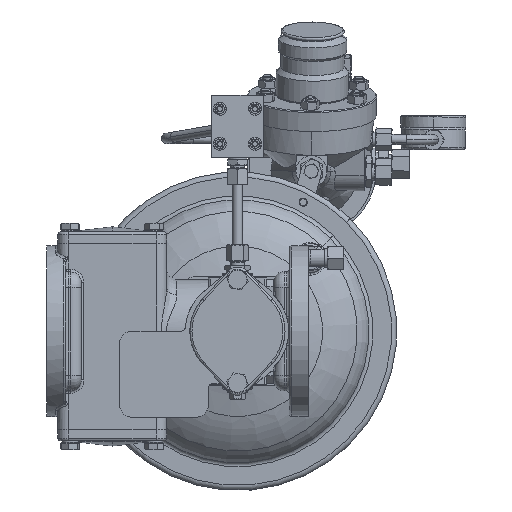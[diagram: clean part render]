
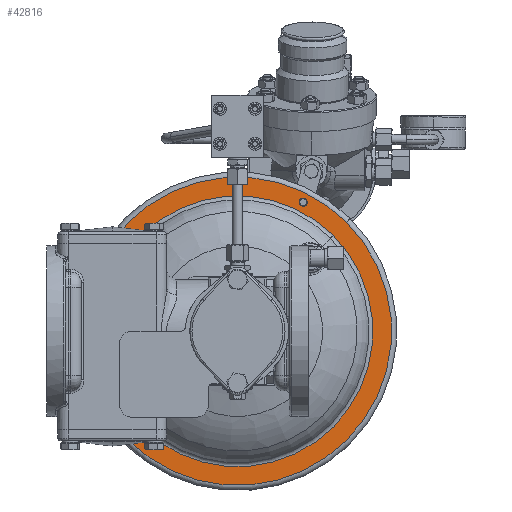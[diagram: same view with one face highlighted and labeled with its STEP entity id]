
A CAD part, front view. The second image highlights one B-rep face of the part: STEP entity #42816.
In plain terms, the highlighted planar face has unit normal (0, -1, 0).
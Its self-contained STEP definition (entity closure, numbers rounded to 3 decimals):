
#901 = CARTESIAN_POINT ( 'NONE',  ( 226.359, 156.3, 105.359 ) ) ;
#1306 = EDGE_CURVE ( 'Defeature ausgef�hrt1_2144+Defeature ausgef�hrt1_2143+Defeature ausgef�hrt1_2143+Defeature ausgef�hrt1_2143', #19947, #74257, #8597, .T. ) ;
#2567 = EDGE_CURVE ( 'Defeature ausgef�hrt1_2168+Defeature ausgef�hrt1_2144+Defeature ausgef�hrt1_2144+Defeature ausgef�hrt1_2144', #35417, #50917, #86227, .T. ) ;
#3143 = AXIS2_PLACEMENT_3D ( 'NONE', #12858, #68649, #5299 ) ;
#5299 = DIRECTION ( 'NONE',  ( -0.707, 0., -0.707 ) ) ;
#7594 = CARTESIAN_POINT ( 'NONE',  ( 121., 156.3, 0. ) ) ;
#8597 = CIRCLE ( 'NONE', #39372, 149. ) ;
#8636 = AXIS2_PLACEMENT_3D ( 'NONE', #40342, #69196, #18138 ) ;
#9208 = FACE_OUTER_BOUND ( 'NONE', #58194, .T. ) ;
#9637 = CIRCLE ( 'NONE', #21668, 130.904 ) ;
#12603 = DIRECTION ( 'NONE',  ( 0., 1., 0. ) ) ;
#12858 = CARTESIAN_POINT ( 'NONE',  ( 121., 156.3, 0. ) ) ;
#12931 = ORIENTED_EDGE ( 'NONE', *, *, #71169, .F. ) ;
#16138 = VERTEX_POINT ( 'NONE', #36415 ) ;
#16690 = AXIS2_PLACEMENT_3D ( 'NONE', #79601, #22394, #52204 ) ;
#18043 = CIRCLE ( 'NONE', #16690, 130.904 ) ;
#18138 = DIRECTION ( 'NONE',  ( -0.707, 0., -0.707 ) ) ;
#19642 = DIRECTION ( 'NONE',  ( -0.707, 0., -0.707 ) ) ;
#19947 = VERTEX_POINT ( 'NONE', #58048 ) ;
#21668 = AXIS2_PLACEMENT_3D ( 'NONE', #83926, #12603, #19642 ) ;
#22394 = DIRECTION ( 'NONE',  ( 0., 1., 0. ) ) ;
#28975 = CARTESIAN_POINT ( 'NONE',  ( 184.559, 156.3, 124.741 ) ) ;
#31788 = CIRCLE ( 'NONE', #3143, 149. ) ;
#33361 = VERTEX_POINT ( 'NONE', #85988 ) ;
#33439 = AXIS2_PLACEMENT_3D ( 'NONE', #28975, #86615, #79527 ) ;
#34537 = DIRECTION ( 'NONE',  ( 0., -1., 0. ) ) ;
#35417 = VERTEX_POINT ( 'NONE', #52763 ) ;
#35753 = EDGE_CURVE ( 'Defeature ausgef�hrt1_2144+Defeature ausgef�hrt1_2142+Defeature ausgef�hrt1_2142+Defeature ausgef�hrt1_2142', #33361, #16138, #18043, .T. ) ;
#36415 = CARTESIAN_POINT ( 'NONE',  ( 213.563, 156.3, 92.563 ) ) ;
#39372 = AXIS2_PLACEMENT_3D ( 'NONE', #7594, #34537, #64311 ) ;
#40342 = CARTESIAN_POINT ( 'NONE',  ( 229.894, 156.3, 108.894 ) ) ;
#40611 = ORIENTED_EDGE ( 'NONE', *, *, #78739, .T. ) ;
#41755 = CIRCLE ( 'NONE', #61398, 4. ) ;
#42816 = ADVANCED_FACE ( 'Defeature ausgef�hrt1_2144', ( #73905, #9208, #77662 ), #55008, .F. ) ;
#47479 = DIRECTION ( 'NONE',  ( -1., 0., 0. ) ) ;
#47508 = EDGE_CURVE ( 'Defeature ausgef�hrt1_2144+Defeature ausgef�hrt1_2143+Defeature ausgef�hrt1_2143+Defeature ausgef�hrt1_2143', #74257, #19947, #31788, .T. ) ;
#50612 = EDGE_LOOP ( 'NONE', ( #12931, #78395 ) ) ;
#50917 = VERTEX_POINT ( 'NONE', #78257 ) ;
#52204 = DIRECTION ( 'NONE',  ( -0.707, 0., -0.707 ) ) ;
#52763 = CARTESIAN_POINT ( 'NONE',  ( 188.425, 156.3, 123.716 ) ) ;
#55008 = PLANE ( 'NONE',  #8636 ) ;
#58048 = CARTESIAN_POINT ( 'NONE',  ( 15.641, 156.3, -105.359 ) ) ;
#58194 = EDGE_LOOP ( 'NONE', ( #60433, #86951 ) ) ;
#60433 = ORIENTED_EDGE ( 'NONE', *, *, #1306, .T. ) ;
#61212 = DIRECTION ( 'NONE',  ( 0., -1., 0. ) ) ;
#61398 = AXIS2_PLACEMENT_3D ( 'NONE', #89557, #61212, #47479 ) ;
#63332 = ORIENTED_EDGE ( 'NONE', *, *, #35753, .T. ) ;
#64311 = DIRECTION ( 'NONE',  ( -0.707, 0., -0.707 ) ) ;
#64593 = EDGE_LOOP ( 'NONE', ( #63332, #40611 ) ) ;
#68649 = DIRECTION ( 'NONE',  ( 0., -1., 0. ) ) ;
#69196 = DIRECTION ( 'NONE',  ( 0., 1., 0. ) ) ;
#71169 = EDGE_CURVE ( 'Defeature ausgef�hrt1_2168+Defeature ausgef�hrt1_2144+Defeature ausgef�hrt1_2144+Defeature ausgef�hrt1_2144', #50917, #35417, #41755, .T. ) ;
#73905 = FACE_BOUND ( 'NONE', #50612, .T. ) ;
#74257 = VERTEX_POINT ( 'NONE', #901 ) ;
#77662 = FACE_BOUND ( 'NONE', #64593, .T. ) ;
#78257 = CARTESIAN_POINT ( 'NONE',  ( 180.692, 156.3, 125.765 ) ) ;
#78395 = ORIENTED_EDGE ( 'NONE', *, *, #2567, .F. ) ;
#78739 = EDGE_CURVE ( 'Defeature ausgef�hrt1_2144+Defeature ausgef�hrt1_2142+Defeature ausgef�hrt1_2142+Defeature ausgef�hrt1_2142', #16138, #33361, #9637, .T. ) ;
#79527 = DIRECTION ( 'NONE',  ( -1., 0., 0. ) ) ;
#79601 = CARTESIAN_POINT ( 'NONE',  ( 121., 156.3, 0. ) ) ;
#83926 = CARTESIAN_POINT ( 'NONE',  ( 121., 156.3, 0. ) ) ;
#85988 = CARTESIAN_POINT ( 'NONE',  ( 28.437, 156.3, -92.563 ) ) ;
#86227 = CIRCLE ( 'NONE', #33439, 4. ) ;
#86615 = DIRECTION ( 'NONE',  ( 0., -1., 0. ) ) ;
#86951 = ORIENTED_EDGE ( 'NONE', *, *, #47508, .T. ) ;
#89557 = CARTESIAN_POINT ( 'NONE',  ( 184.559, 156.3, 124.741 ) ) ;
